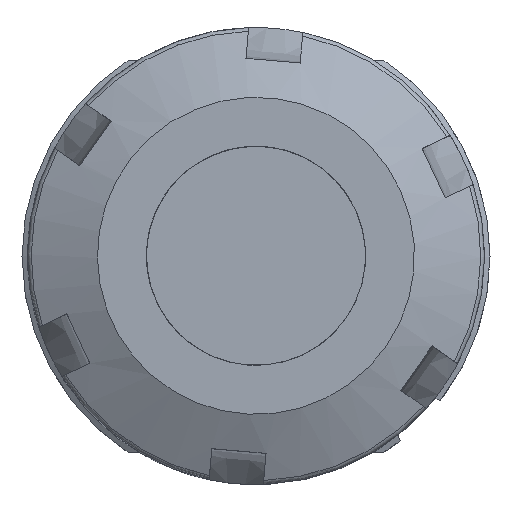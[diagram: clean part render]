
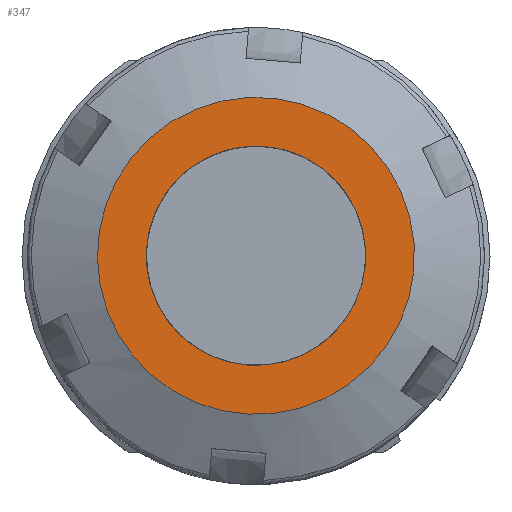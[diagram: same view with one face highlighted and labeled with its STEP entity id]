
A CAD part, top view. The second image highlights one B-rep face of the part: STEP entity #347.
In plain terms, the highlighted planar face has unit normal (0, 0, 1).
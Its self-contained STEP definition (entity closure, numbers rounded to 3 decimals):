
#154=PLANE('',#1574);
#275=FACE_BOUND('',#565,.T.);
#276=FACE_BOUND('',#566,.T.);
#347=ADVANCED_FACE('',(#275,#276),#154,.T.);
#565=EDGE_LOOP('',(#831));
#566=EDGE_LOOP('',(#832));
#670=CIRCLE('',#1571,10.066);
#671=CIRCLE('',#1573,14.566);
#831=ORIENTED_EDGE('',*,*,#1278,.T.);
#832=ORIENTED_EDGE('',*,*,#1277,.T.);
#1128=VERTEX_POINT('',#2493);
#1129=VERTEX_POINT('',#2496);
#1277=EDGE_CURVE('',#1128,#1128,#670,.T.);
#1278=EDGE_CURVE('',#1129,#1129,#671,.T.);
#1571=AXIS2_PLACEMENT_3D('',#2492,#1850,#1851);
#1573=AXIS2_PLACEMENT_3D('',#2495,#1854,#1855);
#1574=AXIS2_PLACEMENT_3D('',#2497,#1856,#1857);
#1850=DIRECTION('',(0.,0.,-1.));
#1851=DIRECTION('',(0.819,-0.574,0.));
#1854=DIRECTION('',(0.,0.,1.));
#1855=DIRECTION('',(0.819,-0.574,0.));
#1856=DIRECTION('',(0.,0.,1.));
#1857=DIRECTION('',(0.819,-0.574,0.));
#2492=CARTESIAN_POINT('',(0.,0.,37.063));
#2493=CARTESIAN_POINT('',(8.246,-5.774,37.063));
#2495=CARTESIAN_POINT('',(0.,0.,37.063));
#2496=CARTESIAN_POINT('',(11.932,-8.355,37.063));
#2497=CARTESIAN_POINT('',(0.,0.,37.063));
